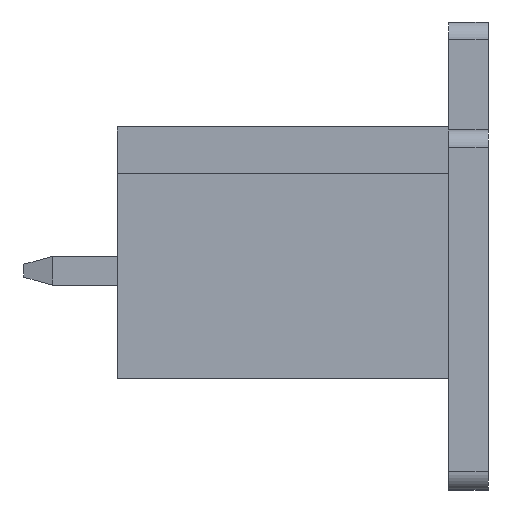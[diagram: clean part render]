
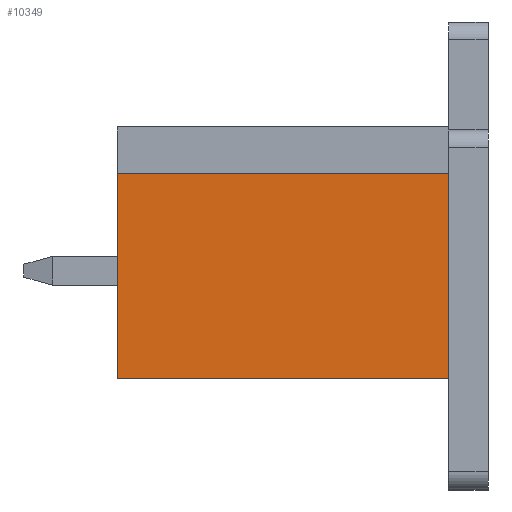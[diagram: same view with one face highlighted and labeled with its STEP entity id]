
A CAD part, left-side view. The second image highlights one B-rep face of the part: STEP entity #10349.
In plain terms, the highlighted planar face has unit normal (-1, 0, 0).
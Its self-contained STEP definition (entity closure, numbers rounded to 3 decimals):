
#2251=ORIENTED_EDGE('',*,*,#4202,.F.);
#2252=ORIENTED_EDGE('',*,*,#4299,.F.);
#2253=ORIENTED_EDGE('',*,*,#4175,.F.);
#2254=ORIENTED_EDGE('',*,*,#4117,.F.);
#4117=EDGE_CURVE('',#5351,#5352,#6531,.T.);
#4175=EDGE_CURVE('',#5352,#5403,#6577,.T.);
#4202=EDGE_CURVE('',#5423,#5351,#6600,.T.);
#4299=EDGE_CURVE('',#5403,#5423,#6694,.T.);
#5351=VERTEX_POINT('',#15650);
#5352=VERTEX_POINT('',#15652);
#5403=VERTEX_POINT('',#15765);
#5423=VERTEX_POINT('',#15816);
#6531=LINE('',#15651,#7840);
#6577=LINE('',#15764,#7886);
#6600=LINE('',#15817,#7909);
#6694=LINE('',#16012,#8003);
#7840=VECTOR('',#12718,1000.);
#7886=VECTOR('',#12796,1000.);
#7909=VECTOR('',#12837,1000.);
#8003=VECTOR('',#13033,1000.);
#8783=EDGE_LOOP('',(#2251,#2252,#2253,#2254));
#9364=FACE_BOUND('',#8783,.T.);
#9869=PLANE('',#11012);
#10349=ADVANCED_FACE('',(#9364),#9869,.F.);
#11012=AXIS2_PLACEMENT_3D('',#16013,#13034,#13035);
#12718=DIRECTION('',(0.,1.,0.));
#12796=DIRECTION('',(0.,0.,1.));
#12837=DIRECTION('',(0.,0.,-1.));
#13033=DIRECTION('',(0.,-1.,0.));
#13034=DIRECTION('',(1.,0.,0.));
#13035=DIRECTION('',(0.,0.,-1.));
#15650=CARTESIAN_POINT('',(-16.525,0.,-3.5));
#15651=CARTESIAN_POINT('',(-16.525,0.,-3.5));
#15652=CARTESIAN_POINT('',(-16.525,9.2,-3.5));
#15764=CARTESIAN_POINT('',(-16.525,9.2,-3.5));
#15765=CARTESIAN_POINT('',(-16.525,9.2,2.2));
#15816=CARTESIAN_POINT('',(-16.525,0.,2.2));
#15817=CARTESIAN_POINT('',(-16.525,0.,2.2));
#16012=CARTESIAN_POINT('',(-16.525,9.2,2.2));
#16013=CARTESIAN_POINT('',(-16.525,0.,0.));
